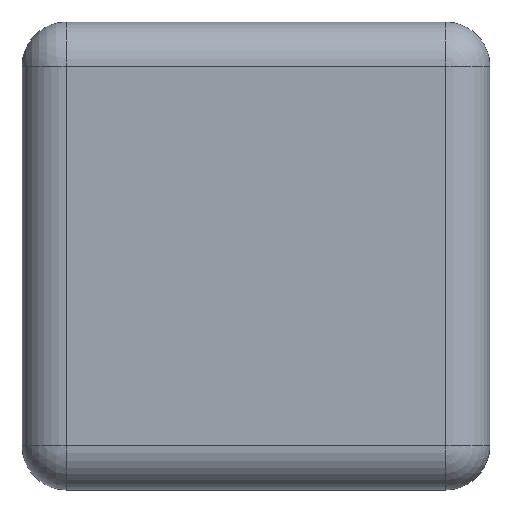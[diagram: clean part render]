
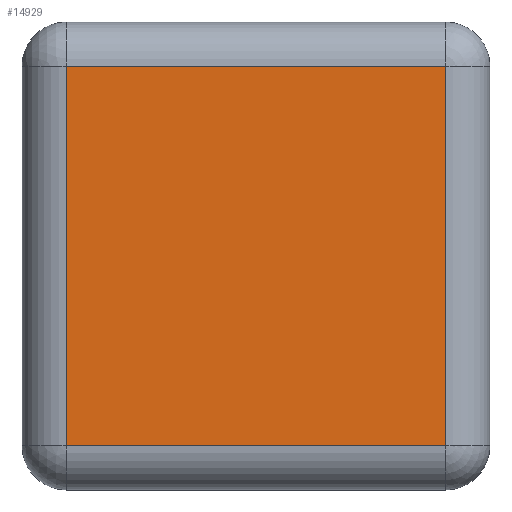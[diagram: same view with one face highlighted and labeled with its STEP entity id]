
A CAD part, front view. The second image highlights one B-rep face of the part: STEP entity #14929.
In plain terms, the highlighted planar face has unit normal (0, -1, 0).
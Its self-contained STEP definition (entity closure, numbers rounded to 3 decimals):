
#200 = VECTOR ( 'NONE', #22928, 1000. ) ;
#974 = CARTESIAN_POINT ( 'NONE',  ( -341.912, -272.47, 0. ) ) ;
#1438 = CARTESIAN_POINT ( 'NONE',  ( 341.912, -272.47, -341.912 ) ) ;
#7020 = CARTESIAN_POINT ( 'NONE',  ( 0., -272.47, -341.912 ) ) ;
#7502 = CARTESIAN_POINT ( 'NONE',  ( 341.912, -272.47, 0. ) ) ;
#7545 = CARTESIAN_POINT ( 'NONE',  ( 0., -272.47, 341.912 ) ) ;
#8017 = VECTOR ( 'NONE', #40105, 1000. ) ;
#10176 = FACE_OUTER_BOUND ( 'NONE', #29491, .T. ) ;
#10436 = DIRECTION ( 'NONE',  ( 0., -1., 0. ) ) ;
#14929 = ADVANCED_FACE ( 'NONE', ( #10176 ), #22539, .T. ) ;
#18512 = DIRECTION ( 'NONE',  ( 0., 0., -1. ) ) ;
#20403 = LINE ( 'NONE', #974, #38979 ) ;
#21290 = VERTEX_POINT ( 'NONE', #1438 ) ;
#22539 = PLANE ( 'NONE',  #28205 ) ;
#22928 = DIRECTION ( 'NONE',  ( 1., 0., 0. ) ) ;
#24207 = LINE ( 'NONE', #7545, #8017 ) ;
#25770 = EDGE_CURVE ( 'NONE', #21290, #50422, #47335, .T. ) ;
#28205 = AXIS2_PLACEMENT_3D ( 'NONE', #47263, #10436, #18512 ) ;
#29003 = DIRECTION ( 'NONE',  ( 0., 0., -1. ) ) ;
#29491 = EDGE_LOOP ( 'NONE', ( #40423, #40957, #52068, #29663 ) ) ;
#29663 = ORIENTED_EDGE ( 'NONE', *, *, #25770, .T. ) ;
#29960 = VECTOR ( 'NONE', #35482, 1000. ) ;
#30660 = VERTEX_POINT ( 'NONE', #35341 ) ;
#35341 = CARTESIAN_POINT ( 'NONE',  ( -341.912, -272.47, 341.912 ) ) ;
#35482 = DIRECTION ( 'NONE',  ( 0., 0., 1. ) ) ;
#38430 = VERTEX_POINT ( 'NONE', #50736 ) ;
#38979 = VECTOR ( 'NONE', #29003, 1000. ) ;
#40105 = DIRECTION ( 'NONE',  ( -1., 0., 0. ) ) ;
#40423 = ORIENTED_EDGE ( 'NONE', *, *, #45408, .T. ) ;
#40957 = ORIENTED_EDGE ( 'NONE', *, *, #46896, .T. ) ;
#41972 = CARTESIAN_POINT ( 'NONE',  ( 341.912, -272.47, 341.912 ) ) ;
#44433 = EDGE_CURVE ( 'NONE', #38430, #21290, #47391, .T. ) ;
#45408 = EDGE_CURVE ( 'NONE', #50422, #30660, #24207, .T. ) ;
#46896 = EDGE_CURVE ( 'NONE', #30660, #38430, #20403, .T. ) ;
#47263 = CARTESIAN_POINT ( 'NONE',  ( 0., -272.47, 0. ) ) ;
#47335 = LINE ( 'NONE', #7502, #29960 ) ;
#47391 = LINE ( 'NONE', #7020, #200 ) ;
#50422 = VERTEX_POINT ( 'NONE', #41972 ) ;
#50736 = CARTESIAN_POINT ( 'NONE',  ( -341.912, -272.47, -341.912 ) ) ;
#52068 = ORIENTED_EDGE ( 'NONE', *, *, #44433, .T. ) ;
